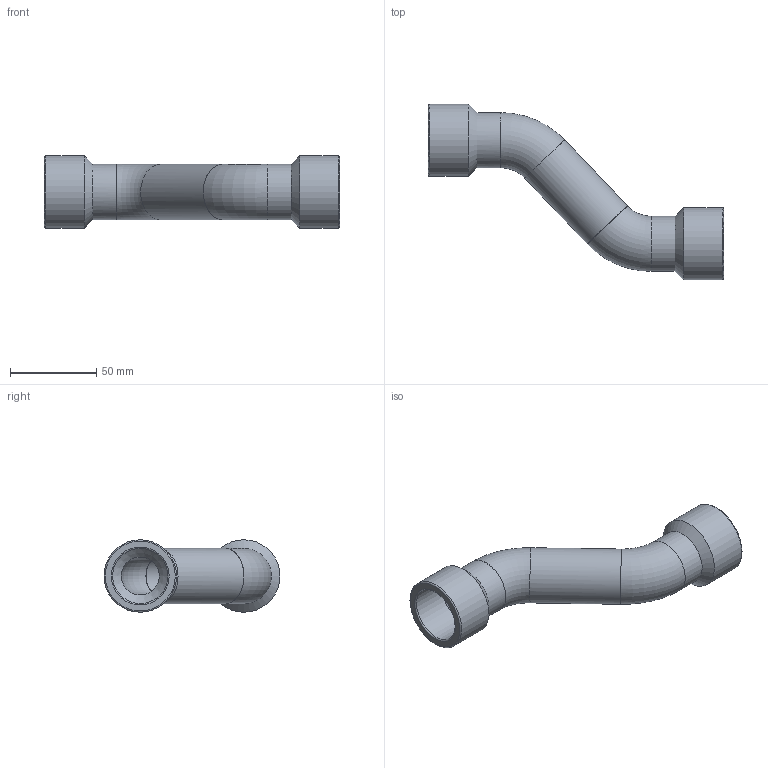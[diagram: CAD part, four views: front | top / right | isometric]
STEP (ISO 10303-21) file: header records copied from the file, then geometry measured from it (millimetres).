
FILE_DESCRIPTION( ( 'STEP AP203' ), ' ' );
FILE_NAME( '1.10.032.stp', '2018-01-31T16:14:34', ( '' ), ( '' ), ' ', 'PARTsolutions', ' ' );
FILE_SCHEMA( ( 'CONFIG_CONTROL_DESIGN' ) );
Length unit declared in the file: millimetre
Products named in the file (1): _1.10.032
Bounding box: 171 x 102 x 42 mm (x, y, z)
Volume: 90966.8 mm3; surface area: 37809.7 mm2
Topology: 1 solids, 1 shells, 36 faces, 81 edges, 51 vertices
Faces by surface type: plane 12, cylinder 11, torus 9, cone 4
Full cylindrical faces by diameter (mm): 22 x3, 32 x5, 42 x2
Entity records: 1139 total; most frequent: CARTESIAN_POINT 471, DIRECTION 136, ORIENTED_EDGE 92, AXIS2_PLACEMENT_3D 68, EDGE_LOOP 62, FACE_OUTER_BOUND 52, EDGE_CURVE 46, VERTEX_POINT 40
